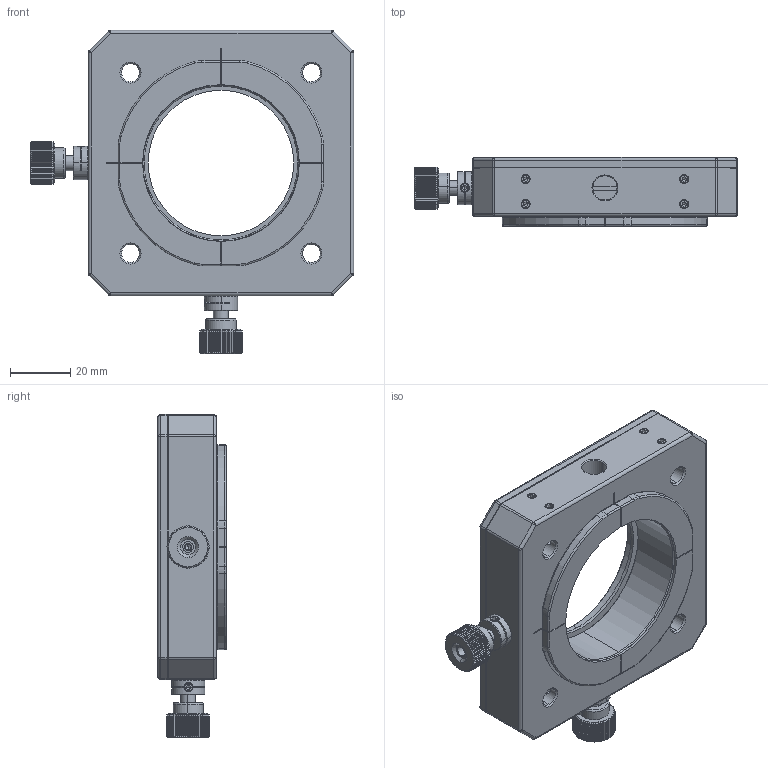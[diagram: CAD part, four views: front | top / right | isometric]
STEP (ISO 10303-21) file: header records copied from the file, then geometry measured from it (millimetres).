
FILE_DESCRIPTION (( 'STEP AP203' ), '1' );
FILE_NAME ('CSXYR2.STEP', '2025-06-18T06:29:53', ( '' ), ( '' ), 'SwSTEP 2.0', 'SolidWorks 2020', '' );
FILE_SCHEMA (( 'CONFIG_CONTROL_DESIGN' ));
Length unit declared in the file: millimetre
Products named in the file (1): CSXYR2
Bounding box: 107.21 x 22.8 x 107.21 mm (x, y, z)
Volume: 92628.6 mm3; surface area: 55329.9 mm2
Topology: 26 solids, 26 shells, 1612 faces, 4183 edges, 2594 vertices
Faces by surface type: plane 790, cylinder 396, cone 288, bspline 64, torus 50, sphere 24
Entity records: 53559 total; most frequent: CARTESIAN_POINT 15190, ORIENTED_EDGE 8166, DIRECTION 7704, EDGE_CURVE 4083, AXIS2_PLACEMENT_3D 2801, VERTEX_POINT 2590, VECTOR 2102, LINE 2102
